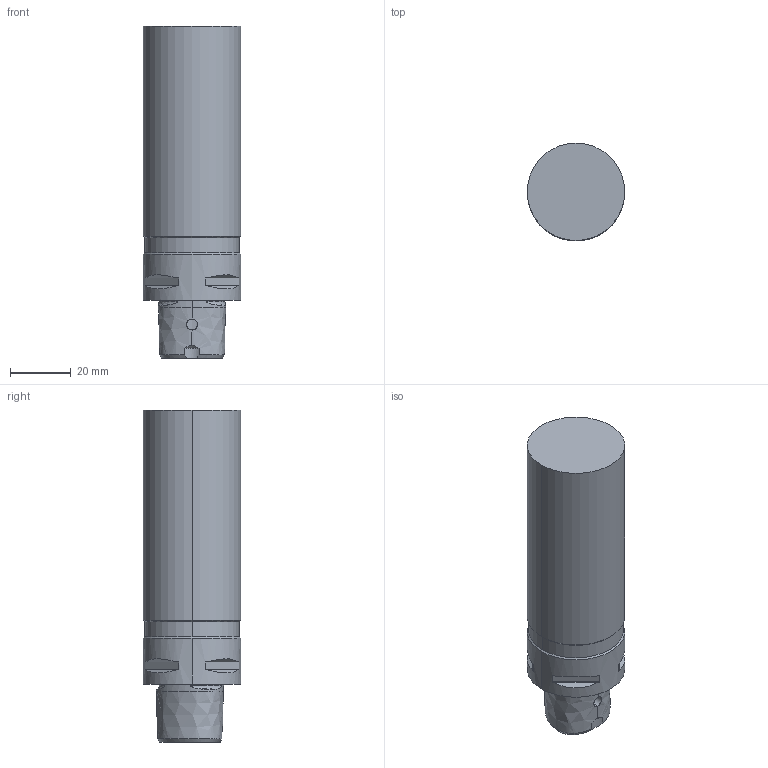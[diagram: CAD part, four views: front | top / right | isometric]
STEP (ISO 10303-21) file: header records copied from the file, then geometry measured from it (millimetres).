
FILE_DESCRIPTION (( 'STEP AP203' ), '1' );
FILE_NAME ('140.001.32.090.STEP', '2020-06-05T08:04:12', ( '' ), ( '' ), 'SwSTEP 2.0', 'SolidWorks 2017', '' );
FILE_SCHEMA (( 'CONFIG_CONTROL_DESIGN' ));
Length unit declared in the file: millimetre
Products named in the file (1): 140.001.32.090
Bounding box: 32 x 32 x 109 mm (x, y, z)
Volume: 74276.2 mm3; surface area: 13327.1 mm2
Topology: 1 solids, 1 shells, 81 faces, 190 edges, 115 vertices
Faces by surface type: plane 27, cone 18, cylinder 17, torus 13, bspline 6
Entity records: 4453 total; most frequent: CARTESIAN_POINT 2600, ORIENTED_EDGE 376, DIRECTION 364, EDGE_CURVE 188, AXIS2_PLACEMENT_3D 155, VERTEX_POINT 115, EDGE_LOOP 89, FACE_OUTER_BOUND 81
